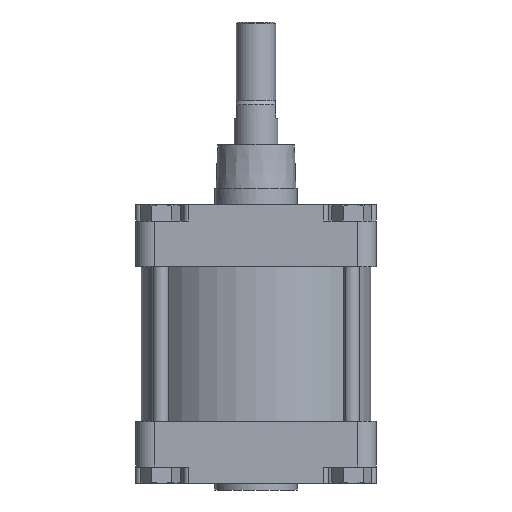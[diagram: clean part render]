
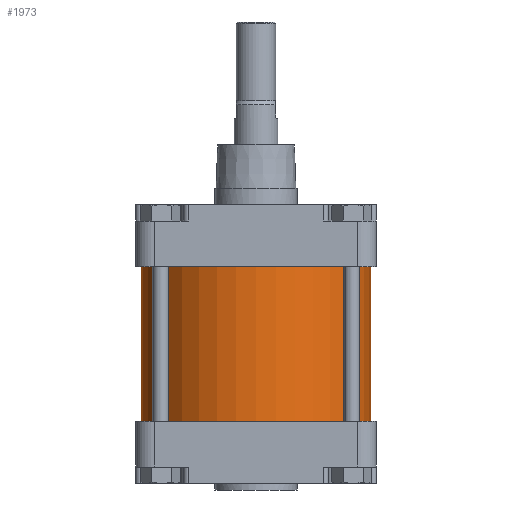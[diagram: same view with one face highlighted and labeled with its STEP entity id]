
A CAD part, front view. The second image highlights one B-rep face of the part: STEP entity #1973.
In plain terms, the highlighted cylindrical face has radius 105 mm (diameter 210 mm), a partial arc.
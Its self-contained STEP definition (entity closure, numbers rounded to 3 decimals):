
#218 = EDGE_CURVE ( 'NONE', #8770, #4558, #6894, .T. ) ;
#249 = CARTESIAN_POINT ( 'NONE',  ( -105., 0., 70.5 ) ) ;
#522 = VERTEX_POINT ( 'NONE', #6402 ) ;
#702 = CARTESIAN_POINT ( 'NONE',  ( 105., 0., 70.5 ) ) ;
#1863 = AXIS2_PLACEMENT_3D ( 'NONE', #2644, #7093, #8352 ) ;
#1973 = ADVANCED_FACE ( 'NONE', ( #7964 ), #7921, .T. ) ;
#2644 = CARTESIAN_POINT ( 'NONE',  ( 0., 0., 70.5 ) ) ;
#3205 = VECTOR ( 'NONE', #4574, 1000. ) ;
#3338 = CARTESIAN_POINT ( 'NONE',  ( 0., 0., -70.5 ) ) ;
#3561 = DIRECTION ( 'NONE',  ( 1., 0., 0. ) ) ;
#3811 = ORIENTED_EDGE ( 'NONE', *, *, #218, .F. ) ;
#3950 = VECTOR ( 'NONE', #9543, 1000. ) ;
#3991 = EDGE_CURVE ( 'NONE', #522, #4609, #4624, .T. ) ;
#4078 = LINE ( 'NONE', #5249, #3950 ) ;
#4290 = DIRECTION ( 'NONE',  ( -1., 0., 0. ) ) ;
#4337 = EDGE_CURVE ( 'NONE', #8770, #4609, #4078, .T. ) ;
#4558 = VERTEX_POINT ( 'NONE', #702 ) ;
#4574 = DIRECTION ( 'NONE',  ( 0., 0., -1. ) ) ;
#4609 = VERTEX_POINT ( 'NONE', #6590 ) ;
#4624 = CIRCLE ( 'NONE', #7995, 105. ) ;
#5109 = CARTESIAN_POINT ( 'NONE',  ( 105., 0., 367.485 ) ) ;
#5168 = DIRECTION ( 'NONE',  ( 0., 0., -1. ) ) ;
#5246 = LINE ( 'NONE', #5109, #3205 ) ;
#5249 = CARTESIAN_POINT ( 'NONE',  ( -105., 0., 367.485 ) ) ;
#5963 = DIRECTION ( 'NONE',  ( 0., 0., -1. ) ) ;
#6336 = ORIENTED_EDGE ( 'NONE', *, *, #3991, .F. ) ;
#6402 = CARTESIAN_POINT ( 'NONE',  ( 105., 0., -70.5 ) ) ;
#6590 = CARTESIAN_POINT ( 'NONE',  ( -105., 0., -70.5 ) ) ;
#6613 = ORIENTED_EDGE ( 'NONE', *, *, #4337, .T. ) ;
#6833 = CARTESIAN_POINT ( 'NONE',  ( 0., 0., 367.485 ) ) ;
#6894 = CIRCLE ( 'NONE', #1863, 105. ) ;
#7093 = DIRECTION ( 'NONE',  ( 0., 0., 1. ) ) ;
#7921 = CYLINDRICAL_SURFACE ( 'NONE', #8912, 105. ) ;
#7964 = FACE_OUTER_BOUND ( 'NONE', #8718, .T. ) ;
#7995 = AXIS2_PLACEMENT_3D ( 'NONE', #3338, #5963, #3561 ) ;
#8352 = DIRECTION ( 'NONE',  ( 1., 0., 0. ) ) ;
#8572 = EDGE_CURVE ( 'NONE', #4558, #522, #5246, .T. ) ;
#8692 = ORIENTED_EDGE ( 'NONE', *, *, #8572, .F. ) ;
#8718 = EDGE_LOOP ( 'NONE', ( #8692, #3811, #6613, #6336 ) ) ;
#8770 = VERTEX_POINT ( 'NONE', #249 ) ;
#8912 = AXIS2_PLACEMENT_3D ( 'NONE', #6833, #5168, #4290 ) ;
#9543 = DIRECTION ( 'NONE',  ( 0., 0., -1. ) ) ;
